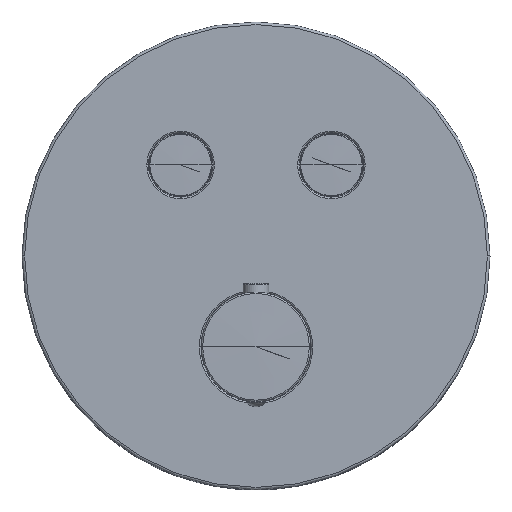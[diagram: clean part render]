
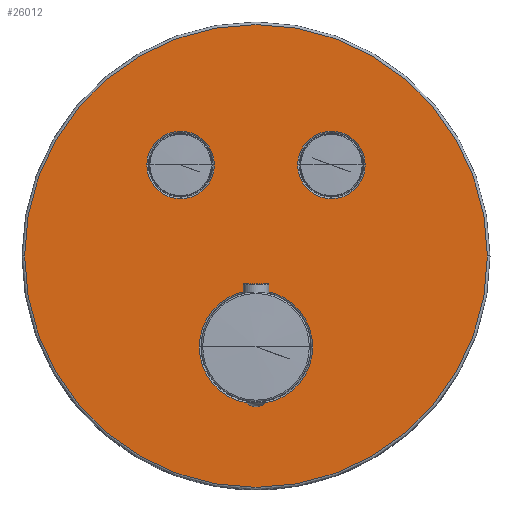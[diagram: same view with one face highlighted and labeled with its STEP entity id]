
A CAD part, top view. The second image highlights one B-rep face of the part: STEP entity #26012.
In plain terms, the highlighted planar face has unit normal (0, 0, 1).
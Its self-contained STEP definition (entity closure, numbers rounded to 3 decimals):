
#4259=CARTESIAN_POINT('',(0.,0.,9.));
#4260=DIRECTION('',(0.,0.,1.));
#4261=DIRECTION('',(1.,0.,0.));
#4262=AXIS2_PLACEMENT_3D('',#4259,#4260,#4261);
#4264=CARTESIAN_POINT('',(0.,0.,9.));
#4265=DIRECTION('',(0.,0.,1.));
#4266=DIRECTION('',(-1.,0.,0.));
#4267=AXIS2_PLACEMENT_3D('',#4264,#4265,#4266);
#4269=CARTESIAN_POINT('',(-29.,35.,9.));
#4270=DIRECTION('',(0.,0.,-1.));
#4271=DIRECTION('',(-1.,0.,0.));
#4272=AXIS2_PLACEMENT_3D('',#4269,#4270,#4271);
#4274=CARTESIAN_POINT('',(-29.,35.,9.));
#4275=DIRECTION('',(0.,0.,-1.));
#4276=DIRECTION('',(1.,0.,0.));
#4277=AXIS2_PLACEMENT_3D('',#4274,#4275,#4276);
#4279=CARTESIAN_POINT('',(29.,35.,9.));
#4280=DIRECTION('',(0.,0.,-1.));
#4281=DIRECTION('',(-1.,0.,0.));
#4282=AXIS2_PLACEMENT_3D('',#4279,#4280,#4281);
#4284=CARTESIAN_POINT('',(29.,35.,9.));
#4285=DIRECTION('',(0.,0.,-1.));
#4286=DIRECTION('',(1.,0.,0.));
#4287=AXIS2_PLACEMENT_3D('',#4284,#4285,#4286);
#4289=CARTESIAN_POINT('',(0.,-35.,9.));
#4290=DIRECTION('',(0.,0.,-1.));
#4291=DIRECTION('',(1.,0.,0.));
#4292=AXIS2_PLACEMENT_3D('',#4289,#4290,#4291);
#4294=CARTESIAN_POINT('',(0.,-35.,9.));
#4295=DIRECTION('',(0.,0.,-1.));
#4296=DIRECTION('',(-1.,0.,0.));
#4297=AXIS2_PLACEMENT_3D('',#4294,#4295,#4296);
#20132=CARTESIAN_POINT('',(89.,0.,9.));
#20133=CARTESIAN_POINT('',(-89.,0.,9.));
#20134=VERTEX_POINT('',#20132);
#20135=VERTEX_POINT('',#20133);
#20232=CARTESIAN_POINT('',(-42.,35.,9.));
#20233=CARTESIAN_POINT('',(-16.,35.,9.));
#20234=VERTEX_POINT('',#20232);
#20235=VERTEX_POINT('',#20233);
#20240=CARTESIAN_POINT('',(16.,35.,9.));
#20241=CARTESIAN_POINT('',(42.,35.,9.));
#20242=VERTEX_POINT('',#20240);
#20243=VERTEX_POINT('',#20241);
#20248=CARTESIAN_POINT('',(21.8,-35.,9.));
#20249=CARTESIAN_POINT('',(-21.8,-35.,9.));
#20250=VERTEX_POINT('',#20248);
#20251=VERTEX_POINT('',#20249);
#25984=CARTESIAN_POINT('',(0.,0.,9.));
#25985=DIRECTION('',(0.,0.,1.));
#25986=DIRECTION('',(1.,0.,0.));
#25987=AXIS2_PLACEMENT_3D('',#25984,#25985,#25986);
#25988=PLANE('',#25987);
#25990=ORIENTED_EDGE('',*,*,#25989,.F.);
#25992=ORIENTED_EDGE('',*,*,#25991,.F.);
#25993=EDGE_LOOP('',(#25990,#25992));
#25994=FACE_OUTER_BOUND('',#25993,.F.);
#25996=ORIENTED_EDGE('',*,*,#25995,.F.);
#25998=ORIENTED_EDGE('',*,*,#25997,.F.);
#25999=EDGE_LOOP('',(#25996,#25998));
#26000=FACE_BOUND('',#25999,.F.);
#26002=ORIENTED_EDGE('',*,*,#26001,.F.);
#26004=ORIENTED_EDGE('',*,*,#26003,.F.);
#26005=EDGE_LOOP('',(#26002,#26004));
#26006=FACE_BOUND('',#26005,.F.);
#26008=ORIENTED_EDGE('',*,*,#26007,.F.);
#26009=ORIENTED_EDGE('',*,*,#25967,.F.);
#26010=EDGE_LOOP('',(#26008,#26009));
#26011=FACE_BOUND('',#26010,.F.);
#26012=ADVANCED_FACE('',(#25994,#26000,#26006,#26011),#25988,.T.);
#4263=CIRCLE('',#4262,89.);
#4268=CIRCLE('',#4267,89.);
#4273=CIRCLE('',#4272,13.);
#4278=CIRCLE('',#4277,13.);
#4283=CIRCLE('',#4282,13.);
#4288=CIRCLE('',#4287,13.);
#4293=CIRCLE('',#4292,21.8);
#4298=CIRCLE('',#4297,21.8);
#25967=EDGE_CURVE('',#20251,#20250,#4298,.T.);
#25989=EDGE_CURVE('',#20134,#20135,#4263,.T.);
#25991=EDGE_CURVE('',#20135,#20134,#4268,.T.);
#25995=EDGE_CURVE('',#20234,#20235,#4273,.T.);
#25997=EDGE_CURVE('',#20235,#20234,#4278,.T.);
#26001=EDGE_CURVE('',#20242,#20243,#4283,.T.);
#26003=EDGE_CURVE('',#20243,#20242,#4288,.T.);
#26007=EDGE_CURVE('',#20250,#20251,#4293,.T.);
